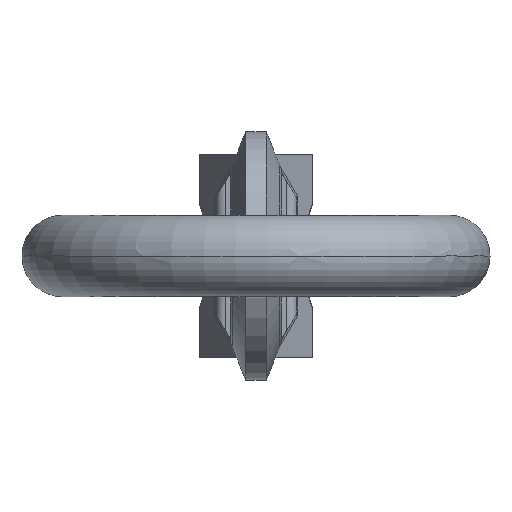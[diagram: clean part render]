
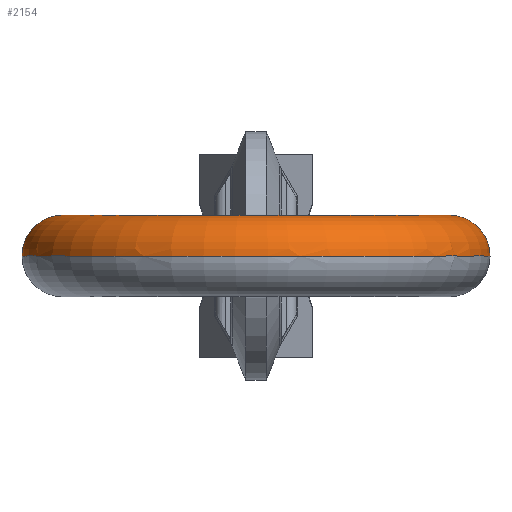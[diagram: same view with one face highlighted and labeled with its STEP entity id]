
A CAD part, left-side view. The second image highlights one B-rep face of the part: STEP entity #2154.
In plain terms, the highlighted toroidal (fillet/blend) face has major radius 38 mm and minor radius 8 mm.
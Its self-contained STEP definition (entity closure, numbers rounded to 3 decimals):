
#364=CARTESIAN_POINT('',(-50.,38.,0.));
#365=DIRECTION('',(-1.,0.,0.));
#366=DIRECTION('',(0.,-1.,0.));
#367=AXIS2_PLACEMENT_3D('',#364,#365,#366);
#711=CARTESIAN_POINT('',(-50.,-38.,0.));
#712=DIRECTION('',(-1.,0.,0.));
#713=DIRECTION('',(0.,-1.,0.));
#714=AXIS2_PLACEMENT_3D('',#711,#712,#713);
#724=CARTESIAN_POINT('',(-50.,30.,0.));
#725=CARTESIAN_POINT('',(-51.653,30.,0.));
#726=CARTESIAN_POINT('',(-54.96,29.726,
0.));
#727=CARTESIAN_POINT('',(-59.785,28.504,
0.));
#728=CARTESIAN_POINT('',(-64.344,26.505,
0.));
#729=CARTESIAN_POINT('',(-68.511,23.782,
0.));
#730=CARTESIAN_POINT('',(-72.173,20.411,
0.));
#731=CARTESIAN_POINT('',(-75.23,16.483,
0.));
#732=CARTESIAN_POINT('',(-77.599,12.106,
0.));
#733=CARTESIAN_POINT('',(-79.215,7.398,
0.));
#734=CARTESIAN_POINT('',(-80.034,2.489,
0.));
#735=CARTESIAN_POINT('',(-80.034,-2.489,
0.));
#736=CARTESIAN_POINT('',(-79.215,-7.398,
0.));
#737=CARTESIAN_POINT('',(-77.599,-12.106,
0.));
#738=CARTESIAN_POINT('',(-75.23,-16.483,
0.));
#739=CARTESIAN_POINT('',(-72.173,-20.411,
0.));
#740=CARTESIAN_POINT('',(-68.511,-23.782,
0.));
#741=CARTESIAN_POINT('',(-64.344,-26.505,
0.));
#742=CARTESIAN_POINT('',(-59.785,-28.504,
0.));
#743=CARTESIAN_POINT('',(-54.96,-29.726,
0.));
#744=CARTESIAN_POINT('',(-51.653,-30.,0.));
#745=CARTESIAN_POINT('',(-50.,-30.,0.));
#747=CARTESIAN_POINT('',(-50.,-46.,0.));
#748=CARTESIAN_POINT('',(-52.294,-46.,0.));
#749=CARTESIAN_POINT('',(-56.882,-45.656,
0.));
#750=CARTESIAN_POINT('',(-63.609,-44.121,
0.));
#751=CARTESIAN_POINT('',(-70.033,-41.599,
0.));
#752=CARTESIAN_POINT('',(-76.01,-38.149,
0.));
#753=CARTESIAN_POINT('',(-81.405,-33.846,0.));
#754=CARTESIAN_POINT('',(-86.099,-28.788,0.));
#755=CARTESIAN_POINT('',(-89.986,-23.086,0.));
#756=CARTESIAN_POINT('',(-92.98,-16.868,0.));
#757=CARTESIAN_POINT('',(-95.014,-10.274,0.));
#758=CARTESIAN_POINT('',(-96.043,-3.45,0.));
#759=CARTESIAN_POINT('',(-96.043,3.45,0.));
#760=CARTESIAN_POINT('',(-95.014,10.274,0.));
#761=CARTESIAN_POINT('',(-92.98,16.868,0.));
#762=CARTESIAN_POINT('',(-89.986,23.086,0.));
#763=CARTESIAN_POINT('',(-86.099,28.788,0.));
#764=CARTESIAN_POINT('',(-81.405,33.846,0.));
#765=CARTESIAN_POINT('',(-76.01,38.149,
0.));
#766=CARTESIAN_POINT('',(-70.033,41.599,
0.));
#767=CARTESIAN_POINT('',(-63.609,44.121,
0.));
#768=CARTESIAN_POINT('',(-56.882,45.656,
0.));
#769=CARTESIAN_POINT('',(-52.294,46.,0.));
#770=CARTESIAN_POINT('',(-50.,46.,0.));
#1359=CARTESIAN_POINT('',(-50.,-30.,0.));
#1360=VERTEX_POINT('',#1359);
#1361=CARTESIAN_POINT('',(-50.,-46.,0.));
#1362=VERTEX_POINT('',#1361);
#1363=VERTEX_POINT('',#724);
#1364=VERTEX_POINT('',#770);
#2141=CARTESIAN_POINT('',(-50.,0.,0.));
#2142=DIRECTION('',(0.,0.,1.));
#2143=DIRECTION('',(0.,-1.,0.));
#2144=AXIS2_PLACEMENT_3D('',#2141,#2142,#2143);
#2145=TOROIDAL_SURFACE('',#2144,38.,8.);
#2146=ORIENTED_EDGE('',*,*,#1977,.F.);
#2148=ORIENTED_EDGE('',*,*,#2147,.T.);
#2149=ORIENTED_EDGE('',*,*,#2131,.F.);
#2151=ORIENTED_EDGE('',*,*,#2150,.T.);
#2152=EDGE_LOOP('',(#2146,#2148,#2149,#2151));
#2153=FACE_OUTER_BOUND('',#2152,.F.);
#2154=ADVANCED_FACE('',(#2153),#2145,.T.);
#368=CIRCLE('',#367,8.);
#715=CIRCLE('',#714,8.);
#746=B_SPLINE_CURVE_WITH_KNOTS('',3,(#724,#725,#726,#727,#728,#729,#730,#731,
#732,#733,#734,#735,#736,#737,#738,#739,#740,#741,#742,#743,#744,#745),
.UNSPECIFIED.,.F.,.F.,(4,1,1,1,1,1,1,1,1,1,1,1,1,1,1,1,1,1,1,4),(0.,
0.053,0.105,0.158,0.211,
0.263,0.316,0.368,0.421,
0.474,0.526,0.579,0.632,
0.684,0.737,0.789,0.842,
0.895,0.947,1.),.UNSPECIFIED.);
#771=B_SPLINE_CURVE_WITH_KNOTS('',3,(#747,#748,#749,#750,#751,#752,#753,#754,
#755,#756,#757,#758,#759,#760,#761,#762,#763,#764,#765,#766,#767,#768,#769,
#770),.UNSPECIFIED.,.F.,.F.,(4,1,1,1,1,1,1,1,1,1,1,1,1,1,1,1,1,1,1,1,1,4),(0.,
0.048,0.095,0.143,0.19,
0.238,0.286,0.333,0.381,
0.429,0.476,0.524,0.571,
0.619,0.667,0.714,0.762,
0.81,0.857,0.905,0.952,1.),
.UNSPECIFIED.);
#1977=EDGE_CURVE('',#1363,#1364,#368,.T.);
#2131=EDGE_CURVE('',#1362,#1360,#715,.T.);
#2147=EDGE_CURVE('',#1363,#1360,#746,.T.);
#2150=EDGE_CURVE('',#1362,#1364,#771,.T.);
